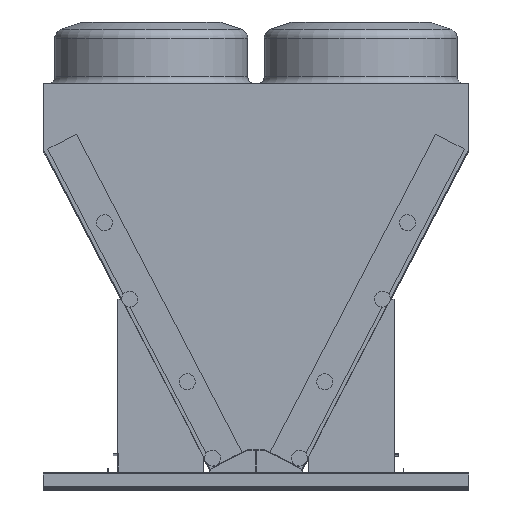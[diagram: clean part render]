
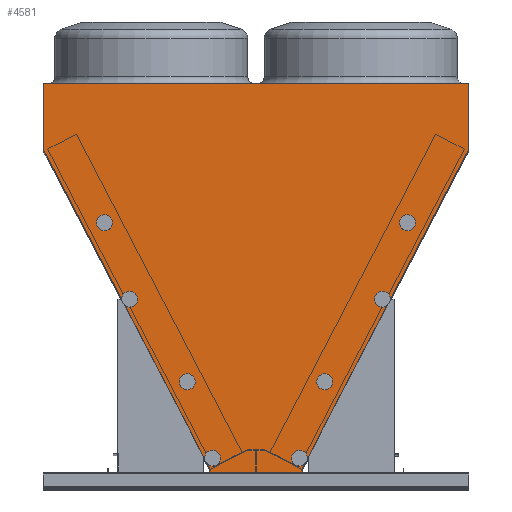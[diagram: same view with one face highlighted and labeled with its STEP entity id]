
A CAD part, top view. The second image highlights one B-rep face of the part: STEP entity #4581.
In plain terms, the highlighted planar face has unit normal (0, 0, 1).
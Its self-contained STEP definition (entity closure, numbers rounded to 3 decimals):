
#290 = CARTESIAN_POINT ( 'NONE',  ( -1127.739, 1711.053, 0. ) ) ;
#713 = EDGE_CURVE ( 'NONE', #14019, #5238, #3957, .T. ) ;
#809 = LINE ( 'NONE', #42437, #34750 ) ;
#1012 = DIRECTION ( 'NONE',  ( -1., 0., 0. ) ) ;
#1488 = VERTEX_POINT ( 'NONE', #5777 ) ;
#2503 = VECTOR ( 'NONE', #37003, 1000. ) ;
#2839 = VERTEX_POINT ( 'NONE', #27420 ) ;
#3610 = ORIENTED_EDGE ( 'NONE', *, *, #19557, .T. ) ;
#3957 = LINE ( 'NONE', #26655, #29128 ) ;
#4102 = VERTEX_POINT ( 'NONE', #31515 ) ;
#4581 = ADVANCED_FACE ( 'NONE', ( #39698 ), #11497, .F. ) ;
#4789 = CARTESIAN_POINT ( 'NONE',  ( 279.893, 0., 0. ) ) ;
#4938 = DIRECTION ( 'NONE',  ( 0.462, -0.887, 0. ) ) ;
#5032 = DIRECTION ( 'NONE',  ( 0., -1., 0. ) ) ;
#5238 = VERTEX_POINT ( 'NONE', #17449 ) ;
#5436 = ORIENTED_EDGE ( 'NONE', *, *, #26952, .T. ) ;
#5777 = CARTESIAN_POINT ( 'NONE',  ( 1126.218, 1711.776, 0. ) ) ;
#5824 = DIRECTION ( 'NONE',  ( 0.462, -0.887, 0. ) ) ;
#5917 = VERTEX_POINT ( 'NONE', #31365 ) ;
#5999 = DIRECTION ( 'NONE',  ( 0.887, 0.462, 0. ) ) ;
#6266 = EDGE_CURVE ( 'NONE', #21348, #5917, #7175, .T. ) ;
#6303 = LINE ( 'NONE', #38483, #42291 ) ;
#6647 = EDGE_CURVE ( 'NONE', #26469, #4102, #14523, .T. ) ;
#6740 = VERTEX_POINT ( 'NONE', #13020 ) ;
#7175 = LINE ( 'NONE', #7203, #40082 ) ;
#7203 = CARTESIAN_POINT ( 'NONE',  ( -1136.282, 1727.462, 0. ) ) ;
#7222 = EDGE_LOOP ( 'NONE', ( #16733, #25377, #24481, #34799, #12889, #28379, #31239, #3610, #35431, #40767, #12457, #29504, #41719, #5436, #24853, #32695, #39936, #20020 ) ) ;
#7792 = CARTESIAN_POINT ( 'NONE',  ( -1136.282, 2083.62, 0. ) ) ;
#7993 = DIRECTION ( 'NONE',  ( 0., 1., 0. ) ) ;
#8634 = EDGE_CURVE ( 'NONE', #20480, #22545, #40637, .T. ) ;
#9484 = VERTEX_POINT ( 'NONE', #13356 ) ;
#10503 = DIRECTION ( 'NONE',  ( 0., -1., 0. ) ) ;
#11018 = CARTESIAN_POINT ( 'NONE',  ( 1127.607, 1711.053, 0. ) ) ;
#11056 = EDGE_CURVE ( 'NONE', #6740, #2839, #809, .T. ) ;
#11497 = PLANE ( 'NONE',  #25517 ) ;
#11739 = LINE ( 'NONE', #7792, #36940 ) ;
#12298 = CARTESIAN_POINT ( 'NONE',  ( -246.893, 1.482, 0. ) ) ;
#12457 = ORIENTED_EDGE ( 'NONE', *, *, #28458, .T. ) ;
#12508 = VECTOR ( 'NONE', #5032, 1000. ) ;
#12662 = EDGE_CURVE ( 'NONE', #5238, #34187, #40897, .T. ) ;
#12750 = CARTESIAN_POINT ( 'NONE',  ( 1136.15, 2083.62, 0. ) ) ;
#12889 = ORIENTED_EDGE ( 'NONE', *, *, #11056, .T. ) ;
#13020 = CARTESIAN_POINT ( 'NONE',  ( -245.403, 20.223, 0. ) ) ;
#13356 = CARTESIAN_POINT ( 'NONE',  ( 1136.15, 1727.462, 0. ) ) ;
#13378 = VECTOR ( 'NONE', #17909, 1000. ) ;
#13600 = DIRECTION ( 'NONE',  ( 0., 1., 0. ) ) ;
#13880 = DIRECTION ( 'NONE',  ( 0., -1., 0. ) ) ;
#14019 = VERTEX_POINT ( 'NONE', #16617 ) ;
#14523 = LINE ( 'NONE', #32284, #39744 ) ;
#14593 = CARTESIAN_POINT ( 'NONE',  ( 1136.15, 2083.62, 0. ) ) ;
#14963 = VERTEX_POINT ( 'NONE', #41735 ) ;
#15452 = DIRECTION ( 'NONE',  ( -1., 0., 0. ) ) ;
#15658 = DIRECTION ( 'NONE',  ( -1., 0., 0. ) ) ;
#16385 = LINE ( 'NONE', #18142, #41634 ) ;
#16617 = CARTESIAN_POINT ( 'NONE',  ( 246.893, 1.482, 0. ) ) ;
#16733 = ORIENTED_EDGE ( 'NONE', *, *, #6266, .T. ) ;
#17449 = CARTESIAN_POINT ( 'NONE',  ( 246.893, 17.358, 0. ) ) ;
#17700 = CARTESIAN_POINT ( 'NONE',  ( 245.39, 20.232, 0. ) ) ;
#17909 = DIRECTION ( 'NONE',  ( 0., 1., 0. ) ) ;
#18142 = CARTESIAN_POINT ( 'NONE',  ( -1127.739, 1711.053, 0. ) ) ;
#18475 = VECTOR ( 'NONE', #7993, 1000. ) ;
#18844 = CARTESIAN_POINT ( 'NONE',  ( 246.893, 17.358, 0. ) ) ;
#19486 = LINE ( 'NONE', #34258, #18475 ) ;
#19557 = EDGE_CURVE ( 'NONE', #25562, #20480, #39789, .T. ) ;
#20020 = ORIENTED_EDGE ( 'NONE', *, *, #38434, .T. ) ;
#20454 = CARTESIAN_POINT ( 'NONE',  ( -246.893, 17.358, 0. ) ) ;
#20480 = VERTEX_POINT ( 'NONE', #36434 ) ;
#20484 = LINE ( 'NONE', #31963, #31335 ) ;
#20844 = EDGE_CURVE ( 'NONE', #22110, #25562, #39736, .T. ) ;
#21348 = VERTEX_POINT ( 'NONE', #37533 ) ;
#21381 = DIRECTION ( 'NONE',  ( -1., 0., 0. ) ) ;
#22110 = VERTEX_POINT ( 'NONE', #12298 ) ;
#22277 = CARTESIAN_POINT ( 'NONE',  ( -279.893, 1.482, 0. ) ) ;
#22488 = CARTESIAN_POINT ( 'NONE',  ( 245.39, 20.232, 0. ) ) ;
#22526 = EDGE_CURVE ( 'NONE', #22545, #23472, #19486, .T. ) ;
#22545 = VERTEX_POINT ( 'NONE', #4789 ) ;
#22607 = EDGE_CURVE ( 'NONE', #5917, #26469, #16385, .T. ) ;
#22708 = DIRECTION ( 'NONE',  ( -0.461, -0.887, 0. ) ) ;
#23087 = VECTOR ( 'NONE', #34846, 1000. ) ;
#23354 = VECTOR ( 'NONE', #31944, 1000. ) ;
#23472 = VERTEX_POINT ( 'NONE', #39520 ) ;
#24481 = ORIENTED_EDGE ( 'NONE', *, *, #6647, .T. ) ;
#24853 = ORIENTED_EDGE ( 'NONE', *, *, #31806, .T. ) ;
#25377 = ORIENTED_EDGE ( 'NONE', *, *, #22607, .T. ) ;
#25517 = AXIS2_PLACEMENT_3D ( 'NONE', #27861, #41123, #21381 ) ;
#25562 = VERTEX_POINT ( 'NONE', #39639 ) ;
#25803 = DIRECTION ( 'NONE',  ( 0.462, 0.887, 0. ) ) ;
#26469 = VERTEX_POINT ( 'NONE', #290 ) ;
#26655 = CARTESIAN_POINT ( 'NONE',  ( 246.893, 17.358, 0. ) ) ;
#26952 = EDGE_CURVE ( 'NONE', #34187, #1488, #38256, .T. ) ;
#27420 = CARTESIAN_POINT ( 'NONE',  ( -246.893, 17.358, 0. ) ) ;
#27861 = CARTESIAN_POINT ( 'NONE',  ( 0., 0., 0. ) ) ;
#28379 = ORIENTED_EDGE ( 'NONE', *, *, #36957, .T. ) ;
#28458 = EDGE_CURVE ( 'NONE', #23472, #14019, #6303, .T. ) ;
#28571 = VERTEX_POINT ( 'NONE', #12750 ) ;
#28742 = LINE ( 'NONE', #33690, #2503 ) ;
#29112 = VECTOR ( 'NONE', #30688, 1000. ) ;
#29128 = VECTOR ( 'NONE', #13600, 1000. ) ;
#29504 = ORIENTED_EDGE ( 'NONE', *, *, #713, .T. ) ;
#29924 = VECTOR ( 'NONE', #15658, 1000. ) ;
#30433 = EDGE_CURVE ( 'NONE', #4102, #6740, #20484, .T. ) ;
#30688 = DIRECTION ( 'NONE',  ( 0.887, -0.462, 0. ) ) ;
#31239 = ORIENTED_EDGE ( 'NONE', *, *, #20844, .T. ) ;
#31334 = CARTESIAN_POINT ( 'NONE',  ( -279.893, 0., 0. ) ) ;
#31335 = VECTOR ( 'NONE', #5824, 1000. ) ;
#31365 = CARTESIAN_POINT ( 'NONE',  ( -1136.282, 1727.462, 0. ) ) ;
#31515 = CARTESIAN_POINT ( 'NONE',  ( -1126.246, 1711.83, 0. ) ) ;
#31806 = EDGE_CURVE ( 'NONE', #1488, #14963, #36860, .T. ) ;
#31944 = DIRECTION ( 'NONE',  ( -0.463, 0.886, 0. ) ) ;
#31963 = CARTESIAN_POINT ( 'NONE',  ( -245.403, 20.223, 0. ) ) ;
#32284 = CARTESIAN_POINT ( 'NONE',  ( -1127.739, 1711.053, 0. ) ) ;
#32695 = ORIENTED_EDGE ( 'NONE', *, *, #37736, .T. ) ;
#33458 = VECTOR ( 'NONE', #13880, 1000. ) ;
#33690 = CARTESIAN_POINT ( 'NONE',  ( 1127.607, 1711.053, 0. ) ) ;
#34187 = VERTEX_POINT ( 'NONE', #17700 ) ;
#34258 = CARTESIAN_POINT ( 'NONE',  ( 279.893, 0., 0. ) ) ;
#34750 = VECTOR ( 'NONE', #22708, 1000. ) ;
#34799 = ORIENTED_EDGE ( 'NONE', *, *, #30433, .T. ) ;
#34846 = DIRECTION ( 'NONE',  ( 1., 0., 0. ) ) ;
#35431 = ORIENTED_EDGE ( 'NONE', *, *, #8634, .T. ) ;
#35504 = LINE ( 'NONE', #20454, #33458 ) ;
#36434 = CARTESIAN_POINT ( 'NONE',  ( -279.893, 0., 0. ) ) ;
#36860 = LINE ( 'NONE', #11018, #29112 ) ;
#36940 = VECTOR ( 'NONE', #1012, 1000. ) ;
#36957 = EDGE_CURVE ( 'NONE', #2839, #22110, #35504, .T. ) ;
#37003 = DIRECTION ( 'NONE',  ( 0.462, 0.887, 0. ) ) ;
#37233 = VECTOR ( 'NONE', #25803, 1000. ) ;
#37242 = EDGE_CURVE ( 'NONE', #9484, #28571, #39619, .T. ) ;
#37533 = CARTESIAN_POINT ( 'NONE',  ( -1136.282, 2083.62, 0. ) ) ;
#37736 = EDGE_CURVE ( 'NONE', #14963, #9484, #28742, .T. ) ;
#38012 = CARTESIAN_POINT ( 'NONE',  ( 279.893, 0., 0. ) ) ;
#38256 = LINE ( 'NONE', #22488, #37233 ) ;
#38434 = EDGE_CURVE ( 'NONE', #28571, #21348, #11739, .T. ) ;
#38483 = CARTESIAN_POINT ( 'NONE',  ( 279.893, 1.482, 0. ) ) ;
#39520 = CARTESIAN_POINT ( 'NONE',  ( 279.893, 1.482, 0. ) ) ;
#39619 = LINE ( 'NONE', #14593, #13378 ) ;
#39639 = CARTESIAN_POINT ( 'NONE',  ( -279.893, 1.482, 0. ) ) ;
#39698 = FACE_OUTER_BOUND ( 'NONE', #7222, .T. ) ;
#39736 = LINE ( 'NONE', #22277, #29924 ) ;
#39744 = VECTOR ( 'NONE', #5999, 1000. ) ;
#39789 = LINE ( 'NONE', #31334, #12508 ) ;
#39936 = ORIENTED_EDGE ( 'NONE', *, *, #37242, .T. ) ;
#40082 = VECTOR ( 'NONE', #10503, 1000. ) ;
#40637 = LINE ( 'NONE', #38012, #23087 ) ;
#40767 = ORIENTED_EDGE ( 'NONE', *, *, #22526, .T. ) ;
#40897 = LINE ( 'NONE', #18844, #23354 ) ;
#41123 = DIRECTION ( 'NONE',  ( 0., 0., -1. ) ) ;
#41634 = VECTOR ( 'NONE', #4938, 1000. ) ;
#41719 = ORIENTED_EDGE ( 'NONE', *, *, #12662, .T. ) ;
#41735 = CARTESIAN_POINT ( 'NONE',  ( 1127.607, 1711.053, 0. ) ) ;
#42291 = VECTOR ( 'NONE', #15452, 1000. ) ;
#42437 = CARTESIAN_POINT ( 'NONE',  ( -246.893, 17.358, 0. ) ) ;
